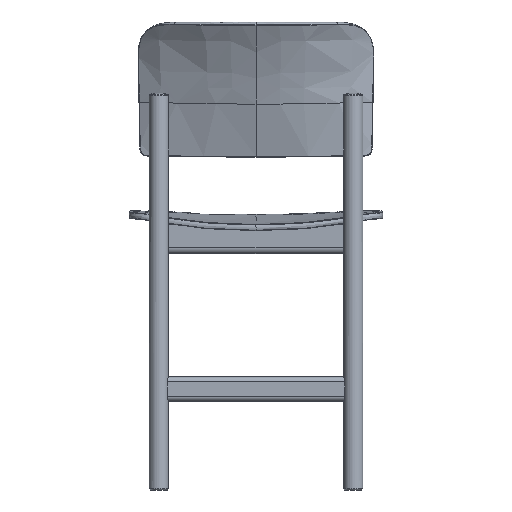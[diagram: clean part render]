
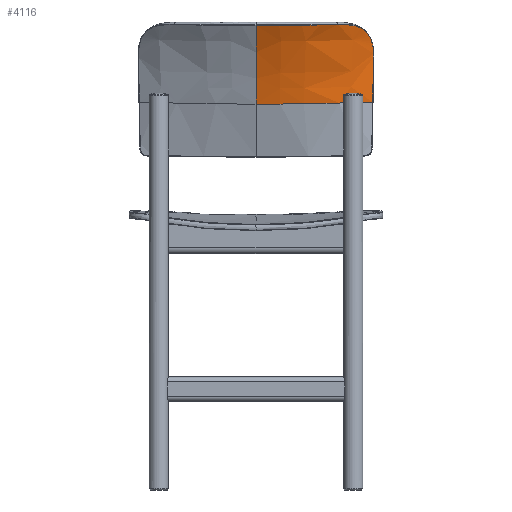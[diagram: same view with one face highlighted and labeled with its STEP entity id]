
A CAD part, left-side view. The second image highlights one B-rep face of the part: STEP entity #4116.
In plain terms, the highlighted free-form (B-spline) face has degree [5, 5] with [6, 6] control points.
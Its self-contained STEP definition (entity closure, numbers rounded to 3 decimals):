
#475=FACE_OUTER_BOUND('',#735,.T.);
#735=EDGE_LOOP('',(#3018,#3019,#3020,#3021,#3022));
#1330=B_SPLINE_CURVE_WITH_KNOTS('',3,(#14242,#14243,#14244,#14245),
 .UNSPECIFIED.,.F.,.F.,(4,4),(0.,200.51),.UNSPECIFIED.);
#1395=B_SPLINE_CURVE_WITH_KNOTS('',3,(#17559,#17560,#17561,#17562,#17563,
#17564),.UNSPECIFIED.,.F.,.F.,(4,2,4),(0.,36.988,73.975),
 .UNSPECIFIED.);
#1397=B_SPLINE_CURVE_WITH_KNOTS('',3,(#17704,#17705,#17706,#17707,#17708,
#17709,#17710,#17711,#17712,#17713,#17714,#17715,#17716,#17717,#17718,#17719,
#17720,#17721,#17722,#17723,#17724,#17725),.UNSPECIFIED.,.F.,.F.,(4,2,2,
2,2,2,2,2,2,2,4),(-11.086,-10.285,-8.724,
-7.153,-5.718,-4.57,-3.321,
-2.478,-1.474,-0.473,0.),
 .UNSPECIFIED.);
#1398=B_SPLINE_CURVE_WITH_KNOTS('',3,(#17810,#17811,#17812,#17813,#17814,
#17815,#17816,#17817,#17818,#17819,#17820,#17821),.UNSPECIFIED.,.F.,.F.,
(4,2,2,2,2,4),(-14.134,-14.133,-10.579,-7.067,
-3.523,0.),.UNSPECIFIED.);
#1407=B_SPLINE_CURVE_WITH_KNOTS('',5,(#18623,#18624,#18625,#18626,#18627,
#18628),.UNSPECIFIED.,.F.,.F.,(6,6),(0.,139.37),.UNSPECIFIED.);
#1619=VERTEX_POINT('',#14239);
#1620=VERTEX_POINT('',#14241);
#1667=VERTEX_POINT('',#17363);
#1668=VERTEX_POINT('',#17552);
#1669=VERTEX_POINT('',#17697);
#2068=EDGE_CURVE('',#1619,#1620,#1330,.T.);
#2149=EDGE_CURVE('',#1668,#1619,#1395,.T.);
#2151=EDGE_CURVE('',#1669,#1668,#1397,.T.);
#2152=EDGE_CURVE('',#1667,#1669,#1398,.T.);
#2161=EDGE_CURVE('',#1667,#1620,#1407,.T.);
#3018=ORIENTED_EDGE('',*,*,#2149,.F.);
#3019=ORIENTED_EDGE('',*,*,#2151,.F.);
#3020=ORIENTED_EDGE('',*,*,#2152,.F.);
#3021=ORIENTED_EDGE('',*,*,#2161,.T.);
#3022=ORIENTED_EDGE('',*,*,#2068,.F.);
#3716=B_SPLINE_SURFACE_WITH_KNOTS('',5,5,((#18587,#18588,#18589,#18590,
#18591,#18592),(#18593,#18594,#18595,#18596,#18597,#18598),(#18599,#18600,
#18601,#18602,#18603,#18604),(#18605,#18606,#18607,#18608,#18609,#18610),
(#18611,#18612,#18613,#18614,#18615,#18616),(#18617,#18618,#18619,#18620,
#18621,#18622)),.UNSPECIFIED.,.F.,.F.,.F.,(6,6),(6,6),(0.,224.509),
(0.,142.99),.UNSPECIFIED.);
#4116=ADVANCED_FACE('',(#475),#3716,.T.);
#14239=CARTESIAN_POINT('',(-161.995,-191.994,634.043));
#14241=CARTESIAN_POINT('',(-208.107,0.,630.794));
#14242=CARTESIAN_POINT('Ctrl Pts',(-161.995,-191.994,
634.043));
#14243=CARTESIAN_POINT('Ctrl Pts',(-193.993,-132.451,
632.543));
#14244=CARTESIAN_POINT('Ctrl Pts',(-208.084,-65.588,
630.795));
#14245=CARTESIAN_POINT('Ctrl Pts',(-208.107,0.,
630.794));
#17363=CARTESIAN_POINT('',(-257.273,0.,760.37));
#17552=CARTESIAN_POINT('',(-163.603,-193.253,707.959));
#17559=CARTESIAN_POINT('Ctrl Pts',(-163.603,-193.253,707.959));
#17560=CARTESIAN_POINT('Ctrl Pts',(-162.63,-193.118,
695.681));
#17561=CARTESIAN_POINT('Ctrl Pts',(-162.207,-192.924,683.361));
#17562=CARTESIAN_POINT('Ctrl Pts',(-161.858,-192.498,658.712));
#17563=CARTESIAN_POINT('Ctrl Pts',(-161.946,-192.242,646.38));
#17564=CARTESIAN_POINT('Ctrl Pts',(-161.995,-191.994,634.043));
#17697=CARTESIAN_POINT('',(-218.342,-134.65,761.549));
#17704=CARTESIAN_POINT('Ctrl Pts',(-218.342,-134.65,
761.549));
#17705=CARTESIAN_POINT('Ctrl Pts',(-216.98,-136.954,
761.591));
#17706=CARTESIAN_POINT('Ctrl Pts',(-215.577,-139.235,
761.607));
#17707=CARTESIAN_POINT('Ctrl Pts',(-211.325,-145.89,
761.563));
#17708=CARTESIAN_POINT('Ctrl Pts',(-208.363,-150.196,
761.421));
#17709=CARTESIAN_POINT('Ctrl Pts',(-202.102,-158.542,
760.531));
#17710=CARTESIAN_POINT('Ctrl Pts',(-198.795,-162.576,
759.764));
#17711=CARTESIAN_POINT('Ctrl Pts',(-192.306,-169.838,757.337));
#17712=CARTESIAN_POINT('Ctrl Pts',(-189.141,-173.106,
755.767));
#17713=CARTESIAN_POINT('Ctrl Pts',(-183.556,-178.511,
752.062));
#17714=CARTESIAN_POINT('Ctrl Pts',(-181.113,-180.744,
750.101));
#17715=CARTESIAN_POINT('Ctrl Pts',(-176.315,-184.927,
745.286));
#17716=CARTESIAN_POINT('Ctrl Pts',(-173.99,-186.832,
742.359));
#17717=CARTESIAN_POINT('Ctrl Pts',(-170.652,-189.412,
736.826));
#17718=CARTESIAN_POINT('Ctrl Pts',(-169.46,-190.286,
734.43));
#17719=CARTESIAN_POINT('Ctrl Pts',(-167.237,-191.817,
728.915));
#17720=CARTESIAN_POINT('Ctrl Pts',(-166.282,-192.4,725.746));
#17721=CARTESIAN_POINT('Ctrl Pts',(-164.843,-193.127,
719.27));
#17722=CARTESIAN_POINT('Ctrl Pts',(-164.359,-193.268,
715.972));
#17723=CARTESIAN_POINT('Ctrl Pts',(-163.857,-193.291,711.093));
#17724=CARTESIAN_POINT('Ctrl Pts',(-163.728,-193.27,
709.526));
#17725=CARTESIAN_POINT('Ctrl Pts',(-163.603,-193.253,707.959));
#17810=CARTESIAN_POINT('Ctrl Pts',(-257.273,0.,
760.37));
#17811=CARTESIAN_POINT('Ctrl Pts',(-257.273,-0.003,
760.37));
#17812=CARTESIAN_POINT('Ctrl Pts',(-257.273,-0.005,
760.37));
#17813=CARTESIAN_POINT('Ctrl Pts',(-257.273,-11.894,
760.37));
#17814=CARTESIAN_POINT('Ctrl Pts',(-256.302,-23.781,
760.398));
#17815=CARTESIAN_POINT('Ctrl Pts',(-252.69,-47.144,
760.502));
#17816=CARTESIAN_POINT('Ctrl Pts',(-250.07,-58.625,
760.577));
#17817=CARTESIAN_POINT('Ctrl Pts',(-243.351,-81.248,
760.773));
#17818=CARTESIAN_POINT('Ctrl Pts',(-239.241,-92.387,
760.896));
#17819=CARTESIAN_POINT('Ctrl Pts',(-229.729,-114.017,
761.19));
#17820=CARTESIAN_POINT('Ctrl Pts',(-224.337,-124.511,
761.361));
#17821=CARTESIAN_POINT('Ctrl Pts',(-218.342,-134.65,
761.549));
#18587=CARTESIAN_POINT('Ctrl Pts',(-170.206,-196.601,
766.166));
#18588=CARTESIAN_POINT('Ctrl Pts',(-163.153,-196.755,
739.88));
#18589=CARTESIAN_POINT('Ctrl Pts',(-159.91,-196.687,713.512));
#18590=CARTESIAN_POINT('Ctrl Pts',(-159.18,-196.432,687.084));
#18591=CARTESIAN_POINT('Ctrl Pts',(-159.668,-196.029,
660.616));
#18592=CARTESIAN_POINT('Ctrl Pts',(-160.077,-195.515,
634.132));
#18593=CARTESIAN_POINT('Ctrl Pts',(-202.832,-165.713,765.059));
#18594=CARTESIAN_POINT('Ctrl Pts',(-194.203,-163.905,
738.906));
#18595=CARTESIAN_POINT('Ctrl Pts',(-188.662,-162.507,
712.598));
#18596=CARTESIAN_POINT('Ctrl Pts',(-185.161,-161.369,
686.182));
#18597=CARTESIAN_POINT('Ctrl Pts',(-182.653,-160.338,
659.706));
#18598=CARTESIAN_POINT('Ctrl Pts',(-180.089,-159.263,
633.22));
#18599=CARTESIAN_POINT('Ctrl Pts',(-229.501,-127.802,764.24));
#18600=CARTESIAN_POINT('Ctrl Pts',(-217.998,-125.709,
737.703));
#18601=CARTESIAN_POINT('Ctrl Pts',(-209.888,-124.12,
711.287));
#18602=CARTESIAN_POINT('Ctrl Pts',(-204.03,-122.866,
684.937));
#18603=CARTESIAN_POINT('Ctrl Pts',(-199.278,-121.774,658.6));
#18604=CARTESIAN_POINT('Ctrl Pts',(-194.491,-120.673,
632.219));
#18605=CARTESIAN_POINT('Ctrl Pts',(-248.746,-85.675,
763.702));
#18606=CARTESIAN_POINT('Ctrl Pts',(-234.199,-84.263,
736.585));
#18607=CARTESIAN_POINT('Ctrl Pts',(-223.815,-83.155,
709.996));
#18608=CARTESIAN_POINT('Ctrl Pts',(-216.199,-82.251,
683.73));
#18609=CARTESIAN_POINT('Ctrl Pts',(-209.955,-81.453,
657.58));
#18610=CARTESIAN_POINT('Ctrl Pts',(-203.69,-80.659,
631.34));
#18611=CARTESIAN_POINT('Ctrl Pts',(-259.102,-42.138,
763.437));
#18612=CARTESIAN_POINT('Ctrl Pts',(-242.469,-41.662,
735.868));
#18613=CARTESIAN_POINT('Ctrl Pts',(-230.667,-41.239,
709.142));
#18614=CARTESIAN_POINT('Ctrl Pts',(-222.082,-40.854,682.937));
#18615=CARTESIAN_POINT('Ctrl Pts',(-215.095,-40.49,
656.929));
#18616=CARTESIAN_POINT('Ctrl Pts',(-208.093,-40.131,
630.795));
#18617=CARTESIAN_POINT('Ctrl Pts',(-259.102,0.,
763.437));
#18618=CARTESIAN_POINT('Ctrl Pts',(-242.468,0.,
735.868));
#18619=CARTESIAN_POINT('Ctrl Pts',(-230.672,0.,
709.143));
#18620=CARTESIAN_POINT('Ctrl Pts',(-222.092,0.,
682.939));
#18621=CARTESIAN_POINT('Ctrl Pts',(-215.11,0.,
656.931));
#18622=CARTESIAN_POINT('Ctrl Pts',(-208.107,0.,
630.794));
#18623=CARTESIAN_POINT('Ctrl Pts',(-257.273,0.,
760.37));
#18624=CARTESIAN_POINT('Ctrl Pts',(-241.427,0.,
733.488));
#18625=CARTESIAN_POINT('Ctrl Pts',(-230.101,0.,
707.392));
#18626=CARTESIAN_POINT('Ctrl Pts',(-221.781,0.,
681.78));
#18627=CARTESIAN_POINT('Ctrl Pts',(-214.954,0.,
656.348));
#18628=CARTESIAN_POINT('Ctrl Pts',(-208.107,0.,
630.794));
